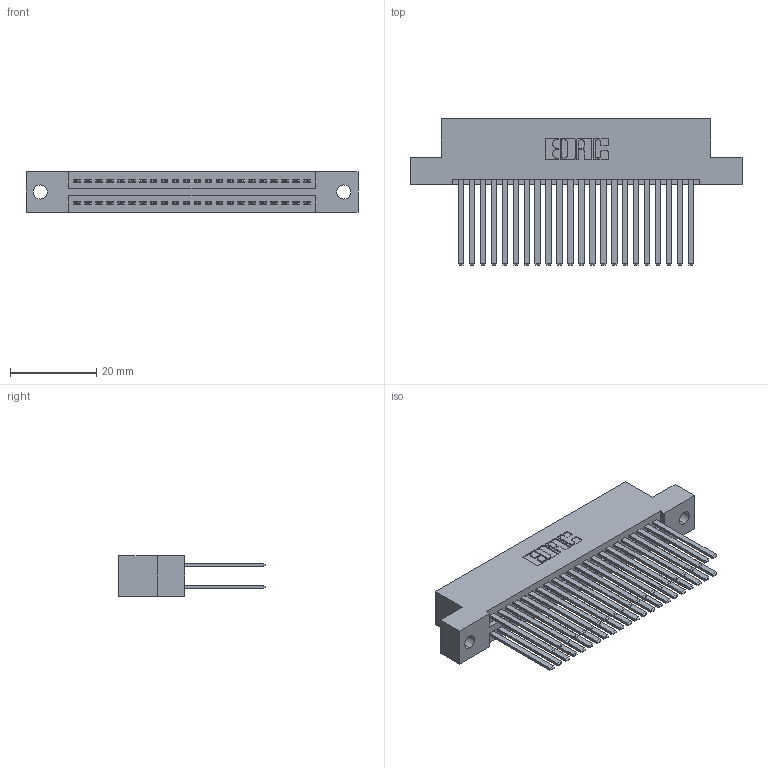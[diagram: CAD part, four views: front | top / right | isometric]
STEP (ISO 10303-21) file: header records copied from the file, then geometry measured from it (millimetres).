
FILE_DESCRIPTION (( 'STEP AP203' ), '1' );
FILE_NAME ('395-044-544-202.STEP', '2018-11-15T21:27:14', ( '' ), ( '' ), 'SwSTEP 2.0', 'SolidWorks 2016', '' );
FILE_SCHEMA (( 'CONFIG_CONTROL_DESIGN' ));
Length unit declared in the file: inch
Products named in the file (3): 395-044-544-202; 345-292-001_345-293-144; 345 Part_Flush Mounting Lugs - 0.128 Dia
Assembly tree (45 placements, depth 2):
  395-044-544-202
    345 Part_Flush Mounting Lugs - 0.128 Dia
    345-292-001_345-293-144  x44
Bounding box: 77.09 x 33.96 x 9.4 mm (x, y, z)
Volume: 7883 mm3; surface area: 12800.1 mm2
Topology: 45 solids, 45 shells, 2062 faces, 6105 edges, 4010 vertices
Faces by surface type: plane 1356, cylinder 706
Entity records: 19773 total; most frequent: CARTESIAN_POINT 3332, ORIENTED_EDGE 3266, DIRECTION 2961, EDGE_CURVE 1633, VECTOR 1417, LINE 1417, VERTEX_POINT 1086, AXIS2_PLACEMENT_3D 772
